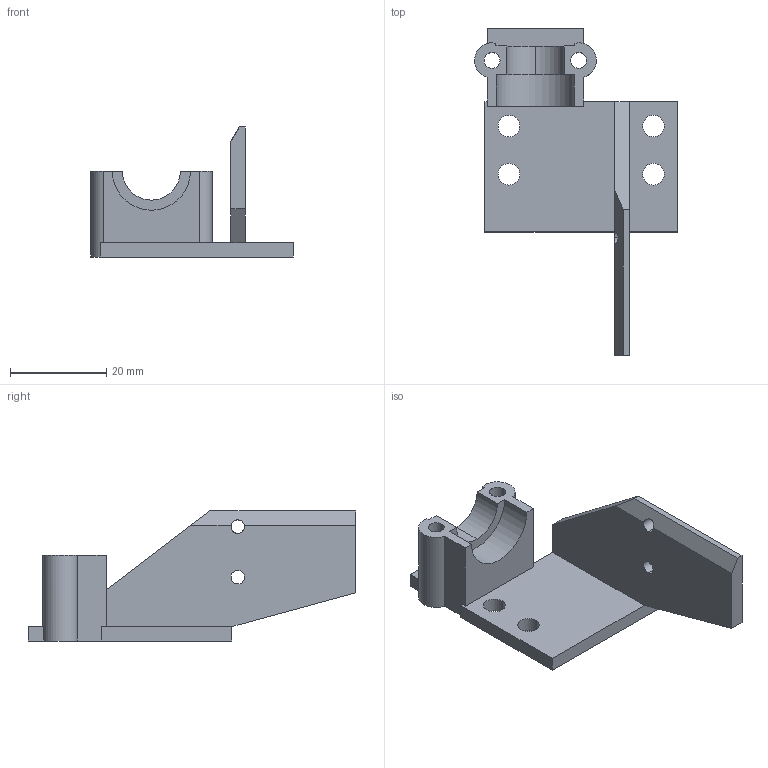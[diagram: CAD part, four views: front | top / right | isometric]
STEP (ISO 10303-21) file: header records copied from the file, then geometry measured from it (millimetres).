
FILE_DESCRIPTION (( 'STEP AP214' ), '1' );
FILE_NAME ('V6_ad.STEP', '2025-02-24T14:34:28', ( '' ), ( '' ), 'SwSTEP 2.0', 'SolidWorks 2024', '' );
FILE_SCHEMA (( 'AUTOMOTIVE_DESIGN' ));
Length unit declared in the file: millimetre
Products named in the file (1): V6_ad
Bounding box: 42.14 x 68 x 27 mm (x, y, z)
Volume: 9713.5 mm3; surface area: 6964.8 mm2
Topology: 1 solids, 1 shells, 50 faces, 145 edges, 96 vertices
Faces by surface type: plane 28, cylinder 22
Entity records: 1714 total; most frequent: CARTESIAN_POINT 298, DIRECTION 291, ORIENTED_EDGE 290, EDGE_CURVE 145, AXIS2_PLACEMENT_3D 97, VECTOR 97, LINE 97, VERTEX_POINT 96
